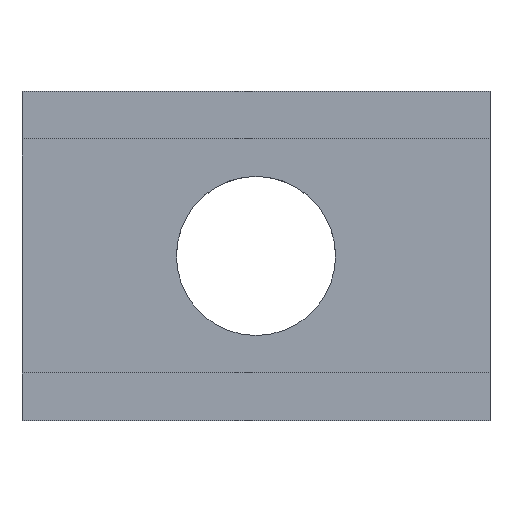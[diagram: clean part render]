
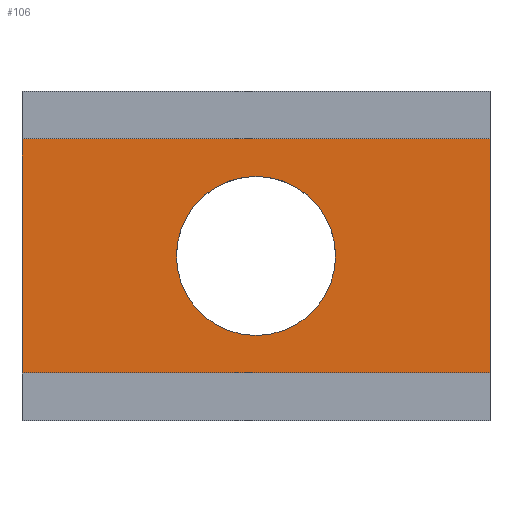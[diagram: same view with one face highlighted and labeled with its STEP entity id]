
A CAD part, top view. The second image highlights one B-rep face of the part: STEP entity #106.
In plain terms, the highlighted planar face has unit normal (0, 0, 1).
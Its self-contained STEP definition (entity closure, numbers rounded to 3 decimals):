
#106=ADVANCED_FACE('',(#232,#233),#234,.T.);
#232=FACE_OUTER_BOUND('',#376,.T.);
#233=FACE_BOUND('',#377,.T.);
#234=PLANE('',#378);
#376=EDGE_LOOP('',(#622,#623,#624,#625));
#377=EDGE_LOOP('',(#626,#627));
#378=AXIS2_PLACEMENT_3D('',#628,#629,#630);
#622=ORIENTED_EDGE('',*,*,#994,.T.);
#623=ORIENTED_EDGE('',*,*,#995,.F.);
#624=ORIENTED_EDGE('',*,*,#996,.F.);
#625=ORIENTED_EDGE('',*,*,#991,.T.);
#626=ORIENTED_EDGE('',*,*,#964,.T.);
#627=ORIENTED_EDGE('',*,*,#945,.T.);
#628=CARTESIAN_POINT('',(-10.,-5.0,1.5));
#629=DIRECTION('',(0.0,0.0,1.0));
#630=DIRECTION('',(1.0,-0.0,0.0));
#945=EDGE_CURVE('',#1147,#1155,#1157,.T.);
#964=EDGE_CURVE('',#1155,#1147,#1187,.T.);
#991=EDGE_CURVE('',#1226,#1224,#1227,.T.);
#994=EDGE_CURVE('',#1224,#1230,#1231,.T.);
#995=EDGE_CURVE('',#1232,#1230,#1233,.T.);
#996=EDGE_CURVE('',#1226,#1232,#1234,.T.);
#1147=VERTEX_POINT('',#1427);
#1155=VERTEX_POINT('',#1436);
#1157=CIRCLE('',#1439,3.4);
#1187=CIRCLE('',#1483,3.4);
#1224=VERTEX_POINT('',#1536);
#1226=VERTEX_POINT('',#1539);
#1227=LINE('',#1540,#1541);
#1230=VERTEX_POINT('',#1545);
#1231=LINE('',#1546,#1547);
#1232=VERTEX_POINT('',#1548);
#1233=LINE('',#1549,#1550);
#1234=LINE('',#1551,#1552);
#1427=CARTESIAN_POINT('',(0.,3.4,1.5));
#1436=CARTESIAN_POINT('',(0.,-3.4,1.5));
#1439=AXIS2_PLACEMENT_3D('',#1777,#1778,#1779);
#1483=AXIS2_PLACEMENT_3D('',#1797,#1798,#1799);
#1536=CARTESIAN_POINT('',(10.0,-5.0,1.5));
#1539=CARTESIAN_POINT('',(-10.,-5.0,1.5));
#1540=CARTESIAN_POINT('',(-10.,-5.0,1.5));
#1541=VECTOR('',#1823,20.0);
#1545=CARTESIAN_POINT('',(10.0,5.0,1.5));
#1546=CARTESIAN_POINT('',(10.0,-5.0,1.5));
#1547=VECTOR('',#1825,10.0);
#1548=CARTESIAN_POINT('',(-10.,5.0,1.5));
#1549=CARTESIAN_POINT('',(-10.,5.0,1.5));
#1550=VECTOR('',#1826,20.0);
#1551=CARTESIAN_POINT('',(-10.,-5.0,1.5));
#1552=VECTOR('',#1827,10.0);
#1777=CARTESIAN_POINT('',(0.,0.,1.5));
#1778=DIRECTION('',(0.0,0.0,-1.0));
#1779=DIRECTION('',(0.0,1.0,0.0));
#1797=CARTESIAN_POINT('',(0.,0.,1.5));
#1798=DIRECTION('',(0.0,0.0,-1.0));
#1799=DIRECTION('',(0.0,1.0,0.0));
#1823=DIRECTION('',(1.0,0.0,0.0));
#1825=DIRECTION('',(0.0,1.0,0.0));
#1826=DIRECTION('',(1.0,0.0,0.0));
#1827=DIRECTION('',(0.0,1.0,0.0));
